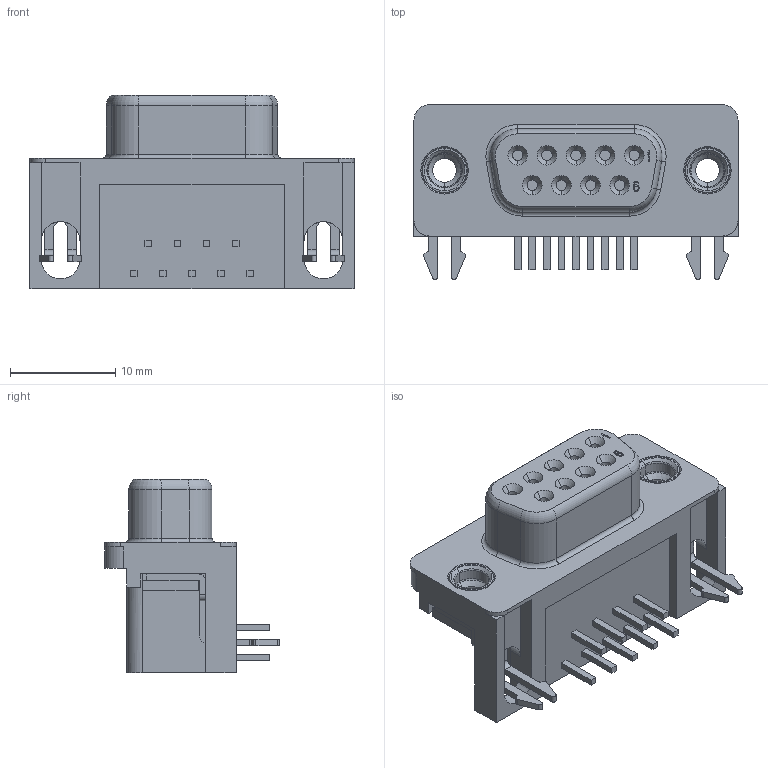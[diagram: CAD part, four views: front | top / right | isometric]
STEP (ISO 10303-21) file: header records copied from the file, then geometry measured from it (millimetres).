
FILE_DESCRIPTION((''),'2;1');
FILE_NAME('C-1734348-1','2009-04-17T',('workeradm'),('Tyco Electronics Corporation'),'PRO/ENGINEER BY PARAMETRIC TECHNOLOGY CORPORATION, 2007390','PRO/ENGINEER BY PARAMETRIC TECHNOLOGY CORPORATION, 2007390','');
FILE_SCHEMA(('AUTOMOTIVE_DESIGN { 1 0 10303 214 1 1 1 1 }'));
Length unit declared in the file: millimetre
Products named in the file (1): C-1734348-1
Bounding box: 30.8 x 16.6 x 18.42 mm (x, y, z)
Volume: 3667.4 mm3; surface area: 2499.8 mm2
Topology: 1 solids, 1 shells, 357 faces, 933 edges, 596 vertices
Faces by surface type: plane 223, cylinder 80, cone 38, torus 16
Entity records: 10980 total; most frequent: CARTESIAN_POINT 1887, DIRECTION 1881, ORIENTED_EDGE 1866, EDGE_CURVE 933, VECTOR 699, LINE 699, VERTEX_POINT 596, AXIS2_PLACEMENT_3D 591
